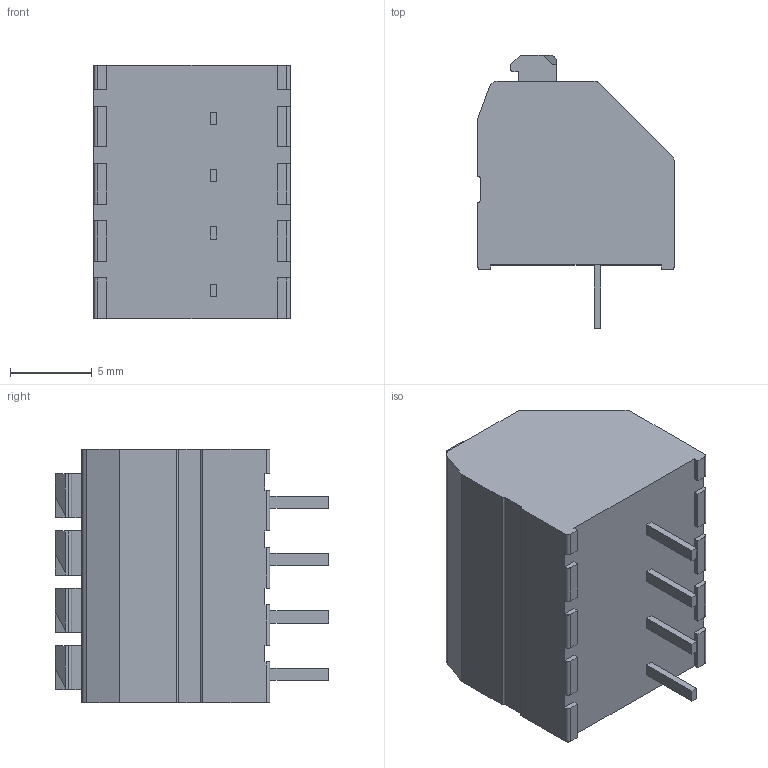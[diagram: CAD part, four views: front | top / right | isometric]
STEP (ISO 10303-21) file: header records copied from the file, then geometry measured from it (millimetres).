
FILE_DESCRIPTION(/* description */ ('STEP AP242','CAx-IF Rec.Pracs.---Representation and Presentation of Product Manufacturing Information (PMI)---4.0---2014-10-13','CAx-IF Rec.Pracs.---3D Tessellated Geometry---0.4---2014-09-14','2;1'),/* implementation_level */ '2;1');
FILE_NAME(/* name */ '250-104',/* time_stamp */ '2025-07-17T04:08:57+02:00',/* author */ ('License CC BY-ND 4.0'),/* organization */ ('CADENAS'),/* preprocessor_version */ 'ST-DEVELOPER v19.3',/* originating_system */ 'PARTsolutions',/* authorisation */ ' ');
FILE_SCHEMA (('AP242_MANAGED_MODEL_BASED_3D_ENGINEERING_MIM_LF { 1 0 10303 442 1 1 4 }'));
Length unit declared in the file: millimetre
Products named in the file (1): 250-104
Bounding box: 12 x 16.7 x 15.5 mm (x, y, z)
Volume: 1882.2 mm3; surface area: 1094.6 mm2
Topology: 1 solids, 1 shells, 181 faces, 501 edges, 330 vertices
Faces by surface type: plane 138, cylinder 35, cone 8
Entity records: 7016 total; most frequent: CARTESIAN_POINT 1061, ORIENTED_EDGE 1002, DIRECTION 927, EDGE_CURVE 501, LINE 407, VECTOR 407, VERTEX_POINT 330, AXIS2_PLACEMENT_3D 260
